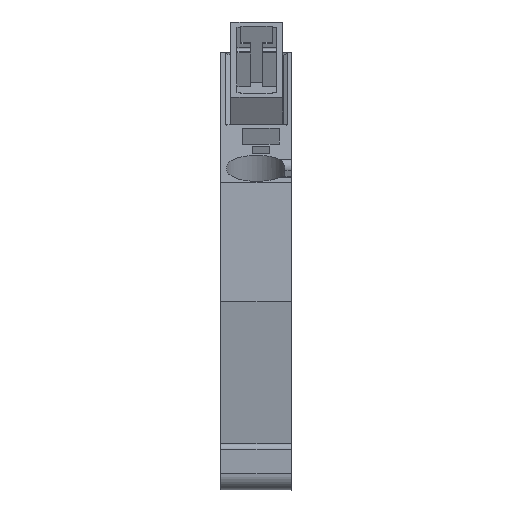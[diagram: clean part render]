
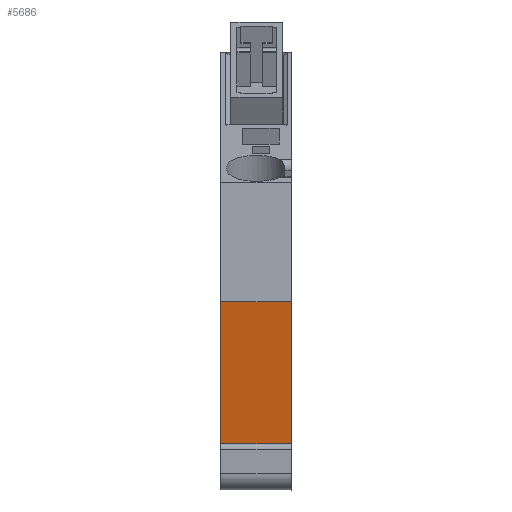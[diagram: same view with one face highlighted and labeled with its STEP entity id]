
A CAD part, front view. The second image highlights one B-rep face of the part: STEP entity #5686.
In plain terms, the highlighted planar face has unit normal (0, -0.985, -0.174).
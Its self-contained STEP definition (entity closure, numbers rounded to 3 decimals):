
#5657=AXIS2_PLACEMENT_3D('Plane Axis2P3D',#5654,#5655,#5656) ;
#400=CARTESIAN_POINT('Vertex',(8.1,0.,21.482)) ;
#403=CARTESIAN_POINT('Line Origine',(8.1,1.599,12.414)) ;
#407=CARTESIAN_POINT('Vertex',(8.1,3.198,3.345)) ;
#1898=CARTESIAN_POINT('Line Origine',(4.05,0.,21.482)) ;
#1902=CARTESIAN_POINT('Vertex',(0.,0.,21.482)) ;
#5639=CARTESIAN_POINT('Vertex',(1.,3.198,3.345)) ;
#5642=CARTESIAN_POINT('Line Origine',(4.55,3.198,3.345)) ;
#5654=CARTESIAN_POINT('Axis2P3D Location',(0.,3.061,4.123)) ;
#5659=CARTESIAN_POINT('Line Origine',(0.5,3.061,4.123)) ;
#5663=CARTESIAN_POINT('Vertex',(1.,3.061,4.123)) ;
#5665=CARTESIAN_POINT('Vertex',(0.,3.061,4.123)) ;
#5668=CARTESIAN_POINT('Line Origine',(1.,3.129,3.734)) ;
#5673=CARTESIAN_POINT('Line Origine',(0.,1.53,12.803)) ;
#404=DIRECTION('Vector Direction',(0.,-0.174,0.985)) ;
#1899=DIRECTION('Vector Direction',(-1.,0.,0.)) ;
#5643=DIRECTION('Vector Direction',(-1.,0.,0.)) ;
#5655=DIRECTION('Axis2P3D Direction',(0.,-0.985,-0.174)) ;
#5656=DIRECTION('Axis2P3D XDirection',(0.,-0.174,0.985)) ;
#5660=DIRECTION('Vector Direction',(-1.,0.,0.)) ;
#5669=DIRECTION('Vector Direction',(0.,0.174,-0.985)) ;
#5674=DIRECTION('Vector Direction',(0.,-0.174,0.985)) ;
#405=VECTOR('Line Direction',#404,1.) ;
#1900=VECTOR('Line Direction',#1899,1.) ;
#5644=VECTOR('Line Direction',#5643,1.) ;
#5661=VECTOR('Line Direction',#5660,1.) ;
#5670=VECTOR('Line Direction',#5669,1.) ;
#5675=VECTOR('Line Direction',#5674,1.) ;
#5679=ORIENTED_EDGE('',*,*,#5667,.F.) ;
#5680=ORIENTED_EDGE('',*,*,#5672,.T.) ;
#5681=ORIENTED_EDGE('',*,*,#5646,.F.) ;
#5682=ORIENTED_EDGE('',*,*,#409,.T.) ;
#5683=ORIENTED_EDGE('',*,*,#1904,.T.) ;
#5684=ORIENTED_EDGE('',*,*,#5677,.F.) ;
#5686=ADVANCED_FACE('KLTR_ZSI6-2_F_C\\Artikel Stromschienenauflage',(#5685),#5658,.T.) ;
#409=EDGE_CURVE('',#408,#401,#406,.T.) ;
#1904=EDGE_CURVE('',#401,#1903,#1901,.T.) ;
#5646=EDGE_CURVE('',#408,#5640,#5645,.T.) ;
#5667=EDGE_CURVE('',#5664,#5666,#5662,.T.) ;
#5672=EDGE_CURVE('',#5664,#5640,#5671,.T.) ;
#5677=EDGE_CURVE('',#5666,#1903,#5676,.T.) ;
#5678=EDGE_LOOP('',(#5679,#5680,#5681,#5682,#5683,#5684)) ;
#5685=FACE_OUTER_BOUND('',#5678,.T.) ;
#406=LINE('Line',#403,#405) ;
#1901=LINE('Line',#1898,#1900) ;
#5645=LINE('Line',#5642,#5644) ;
#5662=LINE('Line',#5659,#5661) ;
#5671=LINE('Line',#5668,#5670) ;
#5676=LINE('Line',#5673,#5675) ;
#5658=PLANE('',#5657) ;
#401=VERTEX_POINT('',#400) ;
#408=VERTEX_POINT('',#407) ;
#1903=VERTEX_POINT('',#1902) ;
#5640=VERTEX_POINT('',#5639) ;
#5664=VERTEX_POINT('',#5663) ;
#5666=VERTEX_POINT('',#5665) ;
